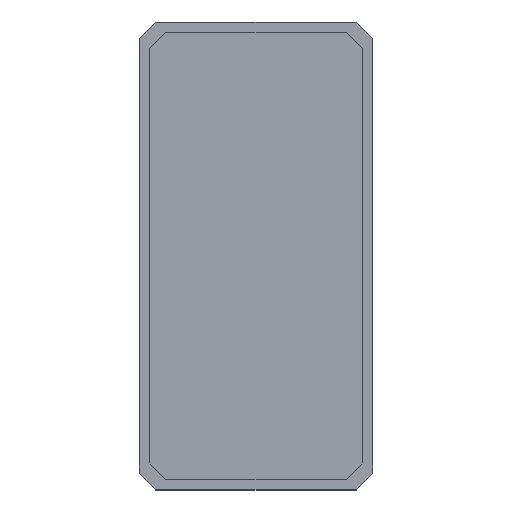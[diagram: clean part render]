
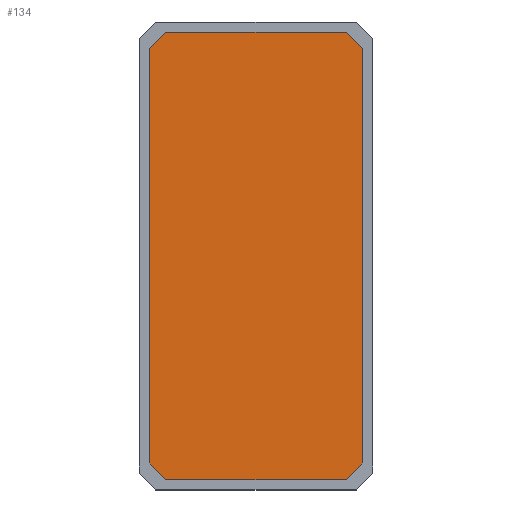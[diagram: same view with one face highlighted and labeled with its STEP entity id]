
A CAD part, top view. The second image highlights one B-rep face of the part: STEP entity #134.
In plain terms, the highlighted planar face has unit normal (0, 0, 1).
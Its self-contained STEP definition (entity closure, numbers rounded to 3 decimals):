
#134=ADVANCED_FACE('',(#889),#891,.T.);
#889=FACE_BOUND('',#890,.T.);
#890=EDGE_LOOP('',(#1479,#1480,#1481,#1482,#1483,#1484,#1485,#1486));
#891=PLANE('',#892);
#892=AXIS2_PLACEMENT_3D('',#893,#894,#895);
#893=CARTESIAN_POINT('',(0.,0.,3.));
#894=DIRECTION('',(0.,0.,1.));
#895=DIRECTION('',(-1.,0.,0.));
#1479=ORIENTED_EDGE('',*,*,#1866,.F.);
#1480=ORIENTED_EDGE('',*,*,#1867,.T.);
#1481=ORIENTED_EDGE('',*,*,#1868,.F.);
#1482=ORIENTED_EDGE('',*,*,#1869,.T.);
#1483=ORIENTED_EDGE('',*,*,#1849,.F.);
#1484=ORIENTED_EDGE('',*,*,#1834,.T.);
#1485=ORIENTED_EDGE('',*,*,#1865,.F.);
#1486=ORIENTED_EDGE('',*,*,#1870,.T.);
#1834=EDGE_CURVE('',#2031,#2036,#2038,.T.);
#1849=EDGE_CURVE('',#2031,#2063,#2067,.F.);
#1865=EDGE_CURVE('',#2095,#2036,#2097,.F.);
#1866=EDGE_CURVE('',#2098,#2099,#2100,.F.);
#1867=EDGE_CURVE('',#2098,#2101,#2102,.T.);
#1868=EDGE_CURVE('',#2103,#2101,#2104,.F.);
#1869=EDGE_CURVE('',#2103,#2063,#2105,.T.);
#1870=EDGE_CURVE('',#2095,#2099,#2106,.T.);
#2031=VERTEX_POINT('',#2367);
#2036=VERTEX_POINT('',#2376);
#2038=LINE('',#2380,#2381);
#2063=VERTEX_POINT('',#2439);
#2067=LINE('',#2447,#2448);
#2095=VERTEX_POINT('',#2505);
#2097=LINE('',#2509,#2510);
#2098=VERTEX_POINT('',#2512);
#2099=VERTEX_POINT('',#2513);
#2100=LINE('',#2514,#2515);
#2101=VERTEX_POINT('',#2517);
#2102=LINE('',#2518,#2519);
#2103=VERTEX_POINT('',#2521);
#2104=LINE('',#2522,#2523);
#2105=LINE('',#2525,#2526);
#2106=LINE('',#2528,#2529);
#2367=CARTESIAN_POINT('',(27.,67.,3.));
#2376=CARTESIAN_POINT('',(-27.,67.,3.));
#2380=CARTESIAN_POINT('',(27.,67.,3.));
#2381=VECTOR('',#2382,1.);
#2382=DIRECTION('',(-1.,0.,0.));
#2439=CARTESIAN_POINT('',(32.,62.,3.));
#2447=CARTESIAN_POINT('',(32.,62.,3.));
#2448=VECTOR('',#2449,1.);
#2449=DIRECTION('',(-0.707,0.707,0.));
#2505=CARTESIAN_POINT('',(-32.,62.,3.));
#2509=CARTESIAN_POINT('',(-27.,67.,3.));
#2510=VECTOR('',#2511,1.);
#2511=DIRECTION('',(-0.707,-0.707,0.));
#2512=CARTESIAN_POINT('',(-27.,-67.,3.));
#2513=CARTESIAN_POINT('',(-32.,-62.,3.));
#2514=CARTESIAN_POINT('',(-32.,-62.,3.));
#2515=VECTOR('',#2516,1.);
#2516=DIRECTION('',(0.707,-0.707,0.));
#2517=CARTESIAN_POINT('',(27.,-67.,3.));
#2518=CARTESIAN_POINT('',(-27.,-67.,3.));
#2519=VECTOR('',#2520,1.);
#2520=DIRECTION('',(1.,0.,0.));
#2521=CARTESIAN_POINT('',(32.,-62.,3.));
#2522=CARTESIAN_POINT('',(27.,-67.,3.));
#2523=VECTOR('',#2524,1.);
#2524=DIRECTION('',(0.707,0.707,0.));
#2525=CARTESIAN_POINT('',(32.,-62.,3.));
#2526=VECTOR('',#2527,1.);
#2527=DIRECTION('',(0.,1.,0.));
#2528=CARTESIAN_POINT('',(-32.,62.,3.));
#2529=VECTOR('',#2530,1.);
#2530=DIRECTION('',(0.,-1.,0.));
